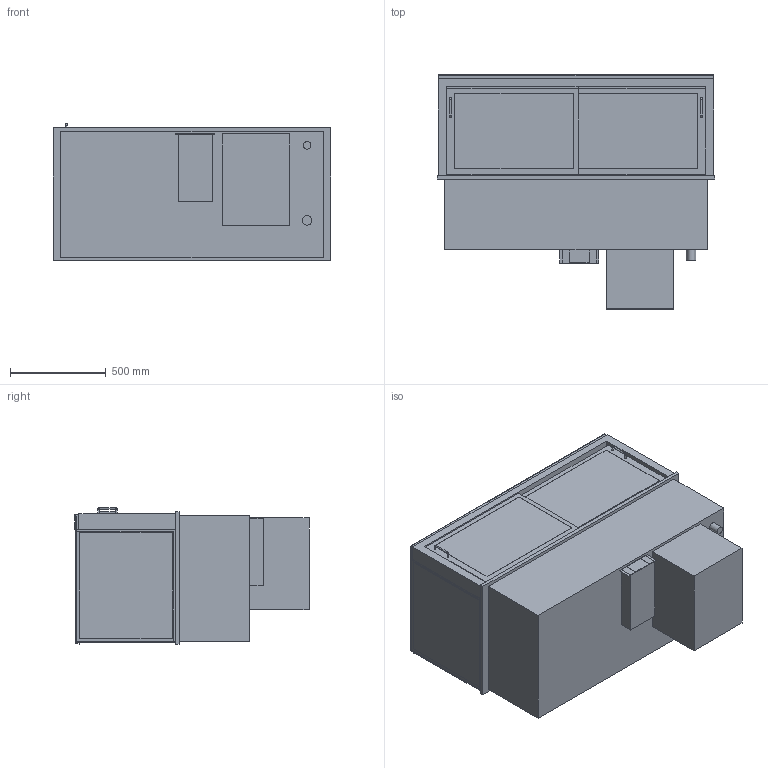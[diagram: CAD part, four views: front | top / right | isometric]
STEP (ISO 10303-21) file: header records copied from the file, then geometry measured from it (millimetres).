
FILE_DESCRIPTION(/* description */ ('vereinfachtes Modell'),/* implementation_level */ '2;1');
FILE_NAME(/* name */ '3D-AKE-00005883.stp',/* time_stamp */ '2025-01-15T09:35:12+01:00',/* author */ ('marina.schachner'),/* organization */ (''),/* preprocessor_version */ 'ST-DEVELOPER v20',/* originating_system */ 'Autodesk Inventor 2024',/* authorisation */ '');
FILE_SCHEMA (('AUTOMOTIVE_DESIGN { 1 0 10303 214 3 1 1 }'));
Length unit declared in the file: millimetre
Products named in the file (1): 3D-AKE-00005837
Bounding box: 1450 x 1225 x 717 mm (x, y, z)
Volume: 219356700.4 mm3; surface area: 18326088.5 mm2
Topology: 37 solids, 37 shells, 381 faces, 902 edges, 600 vertices
Faces by surface type: plane 335, cylinder 42, torus 4
Full cylindrical faces by diameter (mm): 8 x6, 40 x1, 50 x1
Entity records: 10873 total; most frequent: CARTESIAN_POINT 1884, ORIENTED_EDGE 1804, DIRECTION 1762, EDGE_CURVE 902, LINE 806, VECTOR 806, VERTEX_POINT 600, AXIS2_PLACEMENT_3D 478
